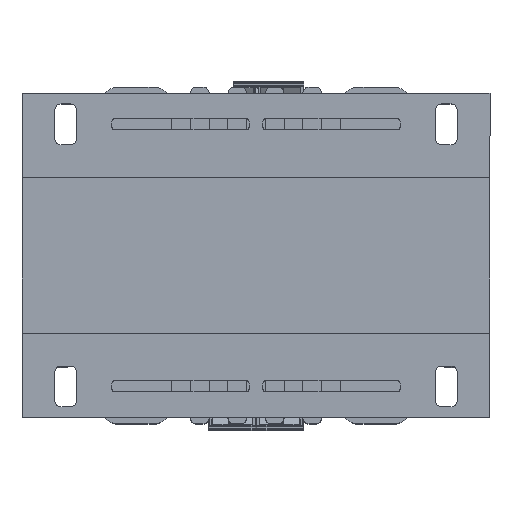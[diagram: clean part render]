
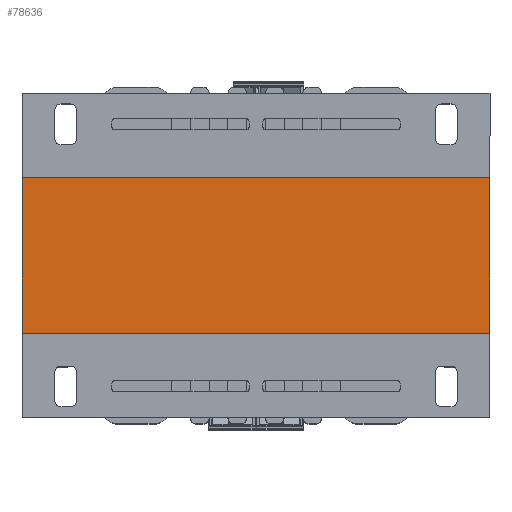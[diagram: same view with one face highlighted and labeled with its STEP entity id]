
A CAD part, top view. The second image highlights one B-rep face of the part: STEP entity #78636.
In plain terms, the highlighted planar face has unit normal (0, 0, 1).
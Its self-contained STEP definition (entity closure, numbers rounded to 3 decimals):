
#6517=FACE_OUTER_BOUND('',#10530,.T.);
#10530=EDGE_LOOP('',(#52916,#52917,#52918,#52919));
#14711=LINE('',#108449,#24497);
#14733=LINE('',#108501,#24519);
#14736=LINE('',#108507,#24522);
#14737=LINE('',#108508,#24523);
#24497=VECTOR('',#88176,10.);
#24519=VECTOR('',#88216,1.);
#24522=VECTOR('',#88221,1.);
#24523=VECTOR('',#88222,1.);
#34283=VERTEX_POINT('',#108447);
#34284=VERTEX_POINT('',#108448);
#34305=VERTEX_POINT('',#108500);
#34307=VERTEX_POINT('',#108506);
#41616=EDGE_CURVE('',#34283,#34284,#14711,.T.);
#41642=EDGE_CURVE('',#34284,#34305,#14733,.T.);
#41645=EDGE_CURVE('',#34283,#34307,#14736,.T.);
#41646=EDGE_CURVE('',#34307,#34305,#14737,.T.);
#52916=ORIENTED_EDGE('',*,*,#41616,.F.);
#52917=ORIENTED_EDGE('',*,*,#41645,.T.);
#52918=ORIENTED_EDGE('',*,*,#41646,.T.);
#52919=ORIENTED_EDGE('',*,*,#41642,.F.);
#75414=PLANE('',#82938);
#78636=ADVANCED_FACE('',(#6517),#75414,.T.);
#82938=AXIS2_PLACEMENT_3D('',#108505,#88219,#88220);
#88176=DIRECTION('',(1.,0.,0.));
#88216=DIRECTION('',(0.,-1.,0.));
#88219=DIRECTION('center_axis',(0.,0.,1.));
#88220=DIRECTION('ref_axis',(0.,-1.,0.));
#88221=DIRECTION('',(0.,-1.,0.));
#88222=DIRECTION('',(1.,0.,0.));
#108447=CARTESIAN_POINT('',(615.285,-284.691,87.5));
#108448=CARTESIAN_POINT('',(765.285,-284.691,87.5));
#108449=CARTESIAN_POINT('',(652.785,-284.691,87.5));
#108500=CARTESIAN_POINT('',(765.285,-334.691,87.5));
#108501=CARTESIAN_POINT('',(765.285,-234.691,87.5));
#108505=CARTESIAN_POINT('Origin',(615.285,-234.691,87.5));
#108506=CARTESIAN_POINT('',(615.285,-334.691,87.5));
#108507=CARTESIAN_POINT('',(615.285,-234.691,87.5));
#108508=CARTESIAN_POINT('',(765.285,-334.691,87.5));
